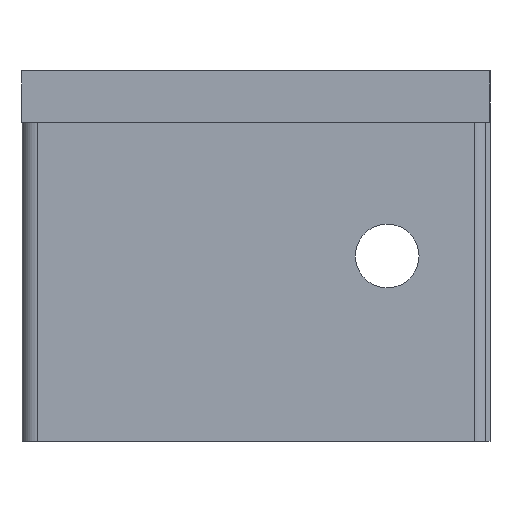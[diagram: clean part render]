
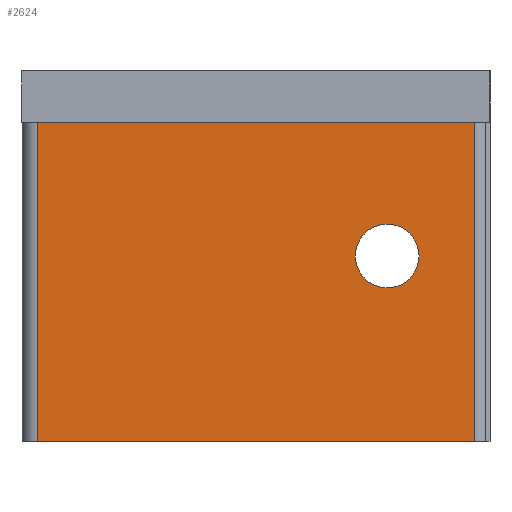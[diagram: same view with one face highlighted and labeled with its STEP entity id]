
A CAD part, left-side view. The second image highlights one B-rep face of the part: STEP entity #2624.
In plain terms, the highlighted planar face has unit normal (-1, 0, 0).
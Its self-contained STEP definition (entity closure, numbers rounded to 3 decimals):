
#105=FACE_BOUND('',#889,.T.);
#199=LINE('',#4722,#432);
#230=LINE('',#4823,#463);
#258=LINE('',#4936,#491);
#259=LINE('',#4938,#492);
#432=VECTOR('',#3240,1.);
#463=VECTOR('',#3335,1.);
#491=VECTOR('',#3447,1.);
#492=VECTOR('',#3450,1.);
#611=PLANE('',#2883);
#708=FACE_OUTER_BOUND('',#888,.T.);
#888=EDGE_LOOP('',(#2153,#2154,#2155,#2156));
#889=EDGE_LOOP('',(#2157));
#1045=CIRCLE('',#2827,3.1);
#1230=VERTEX_POINT('',#4719);
#1231=VERTEX_POINT('',#4721);
#1244=VERTEX_POINT('',#4763);
#1268=VERTEX_POINT('',#4820);
#1269=VERTEX_POINT('',#4822);
#1508=EDGE_CURVE('',#1230,#1231,#199,.T.);
#1529=EDGE_CURVE('',#1244,#1244,#1045,.T.);
#1559=EDGE_CURVE('',#1269,#1268,#230,.T.);
#1619=EDGE_CURVE('',#1231,#1268,#258,.T.);
#1620=EDGE_CURVE('',#1230,#1269,#259,.T.);
#2153=ORIENTED_EDGE('',*,*,#1508,.F.);
#2154=ORIENTED_EDGE('',*,*,#1620,.T.);
#2155=ORIENTED_EDGE('',*,*,#1559,.T.);
#2156=ORIENTED_EDGE('',*,*,#1619,.F.);
#2157=ORIENTED_EDGE('',*,*,#1529,.T.);
#2624=ADVANCED_FACE('',(#708,#105),#611,.T.);
#2827=AXIS2_PLACEMENT_3D('',#4764,#3287,#3288);
#2883=AXIS2_PLACEMENT_3D('',#4937,#3448,#3449);
#3240=DIRECTION('',(0.,-1.,0.));
#3287=DIRECTION('center_axis',(1.,0.,0.));
#3288=DIRECTION('ref_axis',(0.,1.,0.));
#3335=DIRECTION('',(0.,-1.,0.));
#3447=DIRECTION('',(0.,0.,-1.));
#3448=DIRECTION('center_axis',(-1.,0.,0.));
#3449=DIRECTION('ref_axis',(0.,0.,1.));
#3450=DIRECTION('',(0.,0.,-1.));
#4719=CARTESIAN_POINT('',(-1.,23.51,-8.));
#4721=CARTESIAN_POINT('',(-1.,-19.,-8.));
#4722=CARTESIAN_POINT('',(-1.,23.51,-8.));
#4763=CARTESIAN_POINT('',(-1.,-10.5,-18.9));
#4764=CARTESIAN_POINT('Origin',(-1.,-10.5,-22.));
#4820=CARTESIAN_POINT('',(-1.,-19.,-40.));
#4822=CARTESIAN_POINT('',(-1.,23.51,-40.));
#4823=CARTESIAN_POINT('',(-1.,23.51,-40.));
#4936=CARTESIAN_POINT('',(-1.,-19.,-8.));
#4937=CARTESIAN_POINT('Origin',(-1.,25.01,-40.));
#4938=CARTESIAN_POINT('',(-1.,23.51,-8.));
